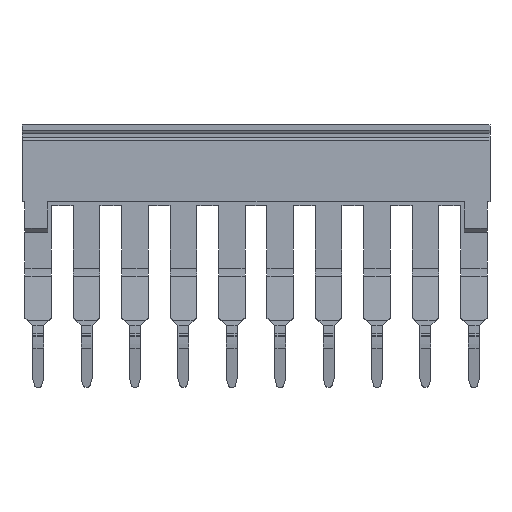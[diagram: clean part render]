
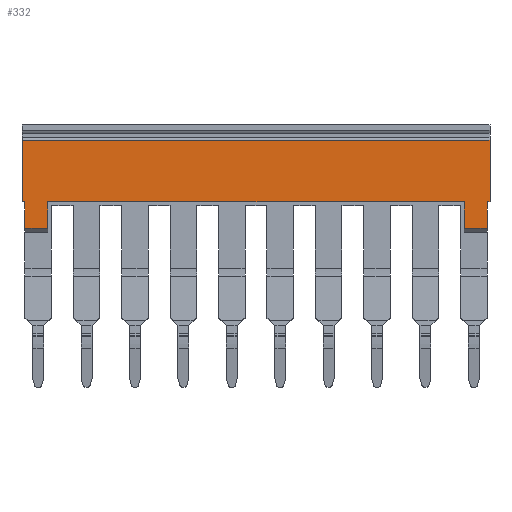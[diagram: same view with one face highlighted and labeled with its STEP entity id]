
A CAD part, front view. The second image highlights one B-rep face of the part: STEP entity #332.
In plain terms, the highlighted planar face has unit normal (0, -1, 0).
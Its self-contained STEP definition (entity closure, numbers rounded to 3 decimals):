
#240=AXIS2_PLACEMENT_3D('Plane Axis2P3D',#237,#238,#239) ;
#36=CARTESIAN_POINT('Line Origine',(49.15,0.4,19.512)) ;
#40=CARTESIAN_POINT('Vertex',(49.3,0.4,19.512)) ;
#42=CARTESIAN_POINT('Vertex',(49.,0.4,19.512)) ;
#71=CARTESIAN_POINT('Line Origine',(24.65,0.4,19.512)) ;
#75=CARTESIAN_POINT('Vertex',(46.6,0.4,19.512)) ;
#77=CARTESIAN_POINT('Vertex',(2.7,0.4,19.512)) ;
#106=CARTESIAN_POINT('Line Origine',(0.15,0.4,19.512)) ;
#110=CARTESIAN_POINT('Vertex',(0.3,0.4,19.512)) ;
#112=CARTESIAN_POINT('Vertex',(0.,0.4,19.512)) ;
#237=CARTESIAN_POINT('Axis2P3D Location',(49.1,0.4,26.012)) ;
#243=CARTESIAN_POINT('Control Point',(0.3,0.4,19.512)) ;
#244=CARTESIAN_POINT('Control Point',(0.3,0.4,16.712)) ;
#245=CARTESIAN_POINT('Vertex',(0.3,0.4,16.712)) ;
#249=CARTESIAN_POINT('Control Point',(0.3,0.4,16.712)) ;
#250=CARTESIAN_POINT('Control Point',(1.7,0.4,16.712)) ;
#251=CARTESIAN_POINT('Vertex',(1.7,0.4,16.712)) ;
#255=CARTESIAN_POINT('Control Point',(1.7,0.4,16.712)) ;
#256=CARTESIAN_POINT('Control Point',(2.7,0.4,16.712)) ;
#257=CARTESIAN_POINT('Vertex',(2.7,0.4,16.712)) ;
#261=CARTESIAN_POINT('Control Point',(2.7,0.4,16.712)) ;
#262=CARTESIAN_POINT('Control Point',(2.7,0.4,19.512)) ;
#265=CARTESIAN_POINT('Control Point',(46.6,0.4,19.512)) ;
#266=CARTESIAN_POINT('Control Point',(46.6,0.4,16.712)) ;
#267=CARTESIAN_POINT('Vertex',(46.6,0.4,16.712)) ;
#271=CARTESIAN_POINT('Control Point',(46.6,0.4,16.712)) ;
#272=CARTESIAN_POINT('Control Point',(47.6,0.4,16.712)) ;
#273=CARTESIAN_POINT('Vertex',(47.6,0.4,16.712)) ;
#277=CARTESIAN_POINT('Control Point',(47.6,0.4,16.712)) ;
#278=CARTESIAN_POINT('Control Point',(49.,0.4,16.712)) ;
#279=CARTESIAN_POINT('Vertex',(49.,0.4,16.712)) ;
#283=CARTESIAN_POINT('Control Point',(49.,0.4,16.712)) ;
#284=CARTESIAN_POINT('Control Point',(49.,0.4,19.512)) ;
#287=CARTESIAN_POINT('Control Point',(49.3,0.4,19.512)) ;
#288=CARTESIAN_POINT('Control Point',(49.3,0.4,26.012)) ;
#289=CARTESIAN_POINT('Vertex',(49.3,0.4,26.012)) ;
#293=CARTESIAN_POINT('Control Point',(49.3,0.4,26.012)) ;
#294=CARTESIAN_POINT('Control Point',(47.6,0.4,26.012)) ;
#295=CARTESIAN_POINT('Vertex',(47.6,0.4,26.012)) ;
#299=CARTESIAN_POINT('Control Point',(47.6,0.4,26.012)) ;
#300=CARTESIAN_POINT('Control Point',(1.7,0.4,26.012)) ;
#301=CARTESIAN_POINT('Vertex',(1.7,0.4,26.012)) ;
#305=CARTESIAN_POINT('Control Point',(1.7,0.4,26.012)) ;
#306=CARTESIAN_POINT('Control Point',(0.,0.4,26.012)) ;
#307=CARTESIAN_POINT('Vertex',(0.,0.4,26.012)) ;
#311=CARTESIAN_POINT('Control Point',(0.,0.4,26.012)) ;
#312=CARTESIAN_POINT('Control Point',(0.,0.4,19.512)) ;
#37=DIRECTION('Vector Direction',(1.,0.,0.)) ;
#72=DIRECTION('Vector Direction',(1.,0.,0.)) ;
#107=DIRECTION('Vector Direction',(1.,0.,0.)) ;
#238=DIRECTION('Axis2P3D Direction',(0.,1.,0.)) ;
#239=DIRECTION('Axis2P3D XDirection',(0.,0.,-1.)) ;
#38=VECTOR('Line Direction',#37,1.) ;
#73=VECTOR('Line Direction',#72,1.) ;
#108=VECTOR('Line Direction',#107,1.) ;
#315=ORIENTED_EDGE('',*,*,#114,.F.) ;
#316=ORIENTED_EDGE('',*,*,#247,.F.) ;
#317=ORIENTED_EDGE('',*,*,#253,.T.) ;
#318=ORIENTED_EDGE('',*,*,#259,.T.) ;
#319=ORIENTED_EDGE('',*,*,#263,.F.) ;
#320=ORIENTED_EDGE('',*,*,#79,.F.) ;
#321=ORIENTED_EDGE('',*,*,#269,.F.) ;
#322=ORIENTED_EDGE('',*,*,#275,.F.) ;
#323=ORIENTED_EDGE('',*,*,#281,.F.) ;
#324=ORIENTED_EDGE('',*,*,#285,.F.) ;
#325=ORIENTED_EDGE('',*,*,#44,.F.) ;
#326=ORIENTED_EDGE('',*,*,#291,.F.) ;
#327=ORIENTED_EDGE('',*,*,#297,.F.) ;
#328=ORIENTED_EDGE('',*,*,#303,.F.) ;
#329=ORIENTED_EDGE('',*,*,#309,.F.) ;
#330=ORIENTED_EDGE('',*,*,#313,.F.) ;
#332=ADVANCED_FACE('Kunststoff',(#331),#241,.F.) ;
#242=B_SPLINE_CURVE_WITH_KNOTS('',1,(#243,#244),.UNSPECIFIED.,.F.,.U.,(2,2),(0.,2.8),.UNSPECIFIED.) ;
#248=B_SPLINE_CURVE_WITH_KNOTS('',1,(#249,#250),.UNSPECIFIED.,.F.,.U.,(2,2),(0.,1.4),.UNSPECIFIED.) ;
#254=B_SPLINE_CURVE_WITH_KNOTS('',1,(#255,#256),.UNSPECIFIED.,.F.,.U.,(2,2),(0.,1.),.UNSPECIFIED.) ;
#260=B_SPLINE_CURVE_WITH_KNOTS('',1,(#261,#262),.UNSPECIFIED.,.F.,.U.,(2,2),(0.,2.8),.UNSPECIFIED.) ;
#264=B_SPLINE_CURVE_WITH_KNOTS('',1,(#265,#266),.UNSPECIFIED.,.F.,.U.,(2,2),(0.,2.8),.UNSPECIFIED.) ;
#270=B_SPLINE_CURVE_WITH_KNOTS('',1,(#271,#272),.UNSPECIFIED.,.F.,.U.,(2,2),(0.,1.),.UNSPECIFIED.) ;
#276=B_SPLINE_CURVE_WITH_KNOTS('',1,(#277,#278),.UNSPECIFIED.,.F.,.U.,(2,2),(0.,1.4),.UNSPECIFIED.) ;
#282=B_SPLINE_CURVE_WITH_KNOTS('',1,(#283,#284),.UNSPECIFIED.,.F.,.U.,(2,2),(0.,2.8),.UNSPECIFIED.) ;
#286=B_SPLINE_CURVE_WITH_KNOTS('',1,(#287,#288),.UNSPECIFIED.,.F.,.U.,(2,2),(0.,6.5),.UNSPECIFIED.) ;
#292=B_SPLINE_CURVE_WITH_KNOTS('',1,(#293,#294),.UNSPECIFIED.,.F.,.U.,(2,2),(0.,1.7),.UNSPECIFIED.) ;
#298=B_SPLINE_CURVE_WITH_KNOTS('',1,(#299,#300),.UNSPECIFIED.,.F.,.U.,(2,2),(0.,45.9),.UNSPECIFIED.) ;
#304=B_SPLINE_CURVE_WITH_KNOTS('',1,(#305,#306),.UNSPECIFIED.,.F.,.U.,(2,2),(0.,1.7),.UNSPECIFIED.) ;
#310=B_SPLINE_CURVE_WITH_KNOTS('',1,(#311,#312),.UNSPECIFIED.,.F.,.U.,(2,2),(0.,6.5),.UNSPECIFIED.) ;
#44=EDGE_CURVE('',#41,#43,#39,.F.) ;
#79=EDGE_CURVE('',#76,#78,#74,.F.) ;
#114=EDGE_CURVE('',#111,#113,#109,.F.) ;
#247=EDGE_CURVE('',#246,#111,#242,.F.) ;
#253=EDGE_CURVE('',#246,#252,#248,.T.) ;
#259=EDGE_CURVE('',#252,#258,#254,.T.) ;
#263=EDGE_CURVE('',#78,#258,#260,.F.) ;
#269=EDGE_CURVE('',#268,#76,#264,.F.) ;
#275=EDGE_CURVE('',#274,#268,#270,.F.) ;
#281=EDGE_CURVE('',#280,#274,#276,.F.) ;
#285=EDGE_CURVE('',#43,#280,#282,.F.) ;
#291=EDGE_CURVE('',#290,#41,#286,.F.) ;
#297=EDGE_CURVE('',#296,#290,#292,.F.) ;
#303=EDGE_CURVE('',#302,#296,#298,.F.) ;
#309=EDGE_CURVE('',#308,#302,#304,.F.) ;
#313=EDGE_CURVE('',#113,#308,#310,.F.) ;
#314=EDGE_LOOP('',(#315,#316,#317,#318,#319,#320,#321,#322,#323,#324,#325,#326,#327,#328,#329,#330)) ;
#331=FACE_OUTER_BOUND('',#314,.T.) ;
#39=LINE('Line',#36,#38) ;
#74=LINE('Line',#71,#73) ;
#109=LINE('Line',#106,#108) ;
#241=PLANE('',#240) ;
#41=VERTEX_POINT('',#40) ;
#43=VERTEX_POINT('',#42) ;
#76=VERTEX_POINT('',#75) ;
#78=VERTEX_POINT('',#77) ;
#111=VERTEX_POINT('',#110) ;
#113=VERTEX_POINT('',#112) ;
#246=VERTEX_POINT('',#245) ;
#252=VERTEX_POINT('',#251) ;
#258=VERTEX_POINT('',#257) ;
#268=VERTEX_POINT('',#267) ;
#274=VERTEX_POINT('',#273) ;
#280=VERTEX_POINT('',#279) ;
#290=VERTEX_POINT('',#289) ;
#296=VERTEX_POINT('',#295) ;
#302=VERTEX_POINT('',#301) ;
#308=VERTEX_POINT('',#307) ;
